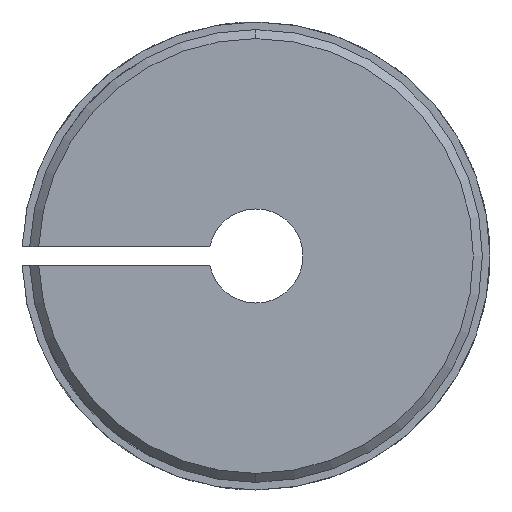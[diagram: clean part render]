
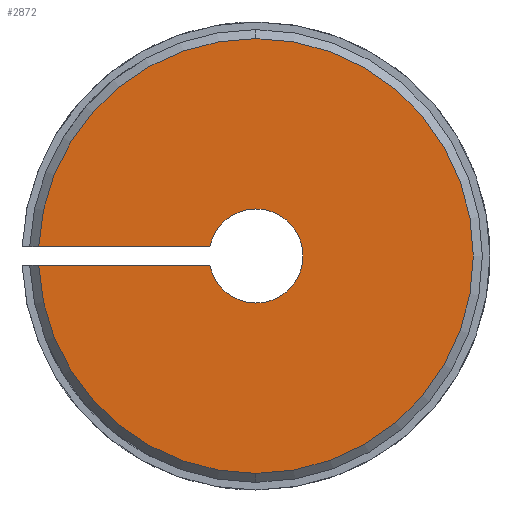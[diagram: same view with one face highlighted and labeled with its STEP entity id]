
A CAD part, front view. The second image highlights one B-rep face of the part: STEP entity #2872.
In plain terms, the highlighted planar face has unit normal (0, -1, 0).
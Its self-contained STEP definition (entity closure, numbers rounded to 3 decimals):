
#7 = CARTESIAN_POINT ( 'NONE',  ( 0., 0.008, 18.478 ) ) ;
#31 = LINE ( 'NONE', #324, #2275 ) ;
#53 = CARTESIAN_POINT ( 'NONE',  ( 0., 0.008, 4. ) ) ;
#172 = CARTESIAN_POINT ( 'NONE',  ( 0., 0.008, 0. ) ) ;
#214 = CARTESIAN_POINT ( 'NONE',  ( 0., 0.008, -4. ) ) ;
#224 = DIRECTION ( 'NONE',  ( 0., 1., 0. ) ) ;
#283 = DIRECTION ( 'NONE',  ( 0., -1., 0. ) ) ;
#324 = CARTESIAN_POINT ( 'NONE',  ( -19.872, 0.008, -0.8 ) ) ;
#325 = FACE_OUTER_BOUND ( 'NONE', #1935, .T. ) ;
#337 = AXIS2_PLACEMENT_3D ( 'NONE', #787, #2841, #1086 ) ;
#384 = ORIENTED_EDGE ( 'NONE', *, *, #3455, .T. ) ;
#459 = CARTESIAN_POINT ( 'NONE',  ( 0., 0.008, -18.478 ) ) ;
#508 = VECTOR ( 'NONE', #1227, 1000. ) ;
#555 = VERTEX_POINT ( 'NONE', #2363 ) ;
#562 = ORIENTED_EDGE ( 'NONE', *, *, #569, .T. ) ;
#566 = PLANE ( 'NONE',  #1696 ) ;
#569 = EDGE_CURVE ( 'NONE', #555, #1573, #3381, .T. ) ;
#641 = ORIENTED_EDGE ( 'NONE', *, *, #3371, .T. ) ;
#735 = ORIENTED_EDGE ( 'NONE', *, *, #2169, .T. ) ;
#742 = CARTESIAN_POINT ( 'NONE',  ( 0., 0.008, 0. ) ) ;
#755 = DIRECTION ( 'NONE',  ( 0., 0., -1. ) ) ;
#787 = CARTESIAN_POINT ( 'NONE',  ( 0., 0.008, 0. ) ) ;
#839 = DIRECTION ( 'NONE',  ( 0., -1., 0. ) ) ;
#861 = CIRCLE ( 'NONE', #1195, 4. ) ;
#938 = VERTEX_POINT ( 'NONE', #2356 ) ;
#1033 = DIRECTION ( 'NONE',  ( 0., 0., -1. ) ) ;
#1051 = ORIENTED_EDGE ( 'NONE', *, *, #2888, .T. ) ;
#1086 = DIRECTION ( 'NONE',  ( 0., 0., -1. ) ) ;
#1159 = CIRCLE ( 'NONE', #1774, 4. ) ;
#1195 = AXIS2_PLACEMENT_3D ( 'NONE', #742, #2794, #1033 ) ;
#1227 = DIRECTION ( 'NONE',  ( 1., 0., 0. ) ) ;
#1269 = LINE ( 'NONE', #2684, #508 ) ;
#1356 = EDGE_CURVE ( 'NONE', #1573, #2380, #1159, .T. ) ;
#1363 = CARTESIAN_POINT ( 'NONE',  ( 0., 0.008, 0. ) ) ;
#1491 = AXIS2_PLACEMENT_3D ( 'NONE', #2017, #283, #2315 ) ;
#1494 = VERTEX_POINT ( 'NONE', #459 ) ;
#1573 = VERTEX_POINT ( 'NONE', #53 ) ;
#1696 = AXIS2_PLACEMENT_3D ( 'NONE', #1363, #839, #2895 ) ;
#1726 = AXIS2_PLACEMENT_3D ( 'NONE', #3298, #3311, #3330 ) ;
#1774 = AXIS2_PLACEMENT_3D ( 'NONE', #172, #224, #755 ) ;
#1935 = EDGE_LOOP ( 'NONE', ( #2011, #384, #735, #1051, #641, #562, #2971, #3164 ) ) ;
#1954 = CARTESIAN_POINT ( 'NONE',  ( 0., 0.008, 0. ) ) ;
#2009 = VERTEX_POINT ( 'NONE', #3072 ) ;
#2011 = ORIENTED_EDGE ( 'NONE', *, *, #3532, .T. ) ;
#2017 = CARTESIAN_POINT ( 'NONE',  ( 0., 0.008, 0. ) ) ;
#2064 = DIRECTION ( 'NONE',  ( -1., 0., 0. ) ) ;
#2075 = CARTESIAN_POINT ( 'NONE',  ( -3.919, 0.008, -0.8 ) ) ;
#2169 = EDGE_CURVE ( 'NONE', #1494, #2921, #2349, .T. ) ;
#2237 = DIRECTION ( 'NONE',  ( 0., -1., 0. ) ) ;
#2275 = VECTOR ( 'NONE', #2064, 1000. ) ;
#2315 = DIRECTION ( 'NONE',  ( 0., 0., -1. ) ) ;
#2349 = CIRCLE ( 'NONE', #3041, 18.478 ) ;
#2356 = CARTESIAN_POINT ( 'NONE',  ( -18.461, 0.008, 0.8 ) ) ;
#2363 = CARTESIAN_POINT ( 'NONE',  ( -3.919, 0.008, 0.8 ) ) ;
#2380 = VERTEX_POINT ( 'NONE', #214 ) ;
#2512 = VERTEX_POINT ( 'NONE', #2075 ) ;
#2535 = DIRECTION ( 'NONE',  ( 0., 0., -1. ) ) ;
#2684 = CARTESIAN_POINT ( 'NONE',  ( -3.919, 0.008, 0.8 ) ) ;
#2719 = EDGE_CURVE ( 'NONE', #2380, #2512, #861, .T. ) ;
#2733 = CIRCLE ( 'NONE', #337, 18.478 ) ;
#2794 = DIRECTION ( 'NONE',  ( 0., 1., 0. ) ) ;
#2841 = DIRECTION ( 'NONE',  ( 0., -1., 0. ) ) ;
#2872 = ADVANCED_FACE ( 'NONE', ( #325 ), #566, .T. ) ;
#2888 = EDGE_CURVE ( 'NONE', #2921, #938, #3358, .T. ) ;
#2895 = DIRECTION ( 'NONE',  ( 0., 0., -1. ) ) ;
#2921 = VERTEX_POINT ( 'NONE', #7 ) ;
#2971 = ORIENTED_EDGE ( 'NONE', *, *, #1356, .T. ) ;
#3041 = AXIS2_PLACEMENT_3D ( 'NONE', #1954, #2237, #2535 ) ;
#3072 = CARTESIAN_POINT ( 'NONE',  ( -18.461, 0.008, -0.8 ) ) ;
#3164 = ORIENTED_EDGE ( 'NONE', *, *, #2719, .T. ) ;
#3298 = CARTESIAN_POINT ( 'NONE',  ( 0., 0.008, 0. ) ) ;
#3311 = DIRECTION ( 'NONE',  ( 0., 1., 0. ) ) ;
#3330 = DIRECTION ( 'NONE',  ( 0., 0., -1. ) ) ;
#3358 = CIRCLE ( 'NONE', #1491, 18.478 ) ;
#3371 = EDGE_CURVE ( 'NONE', #938, #555, #1269, .T. ) ;
#3381 = CIRCLE ( 'NONE', #1726, 4. ) ;
#3455 = EDGE_CURVE ( 'NONE', #2009, #1494, #2733, .T. ) ;
#3532 = EDGE_CURVE ( 'NONE', #2512, #2009, #31, .T. ) ;
